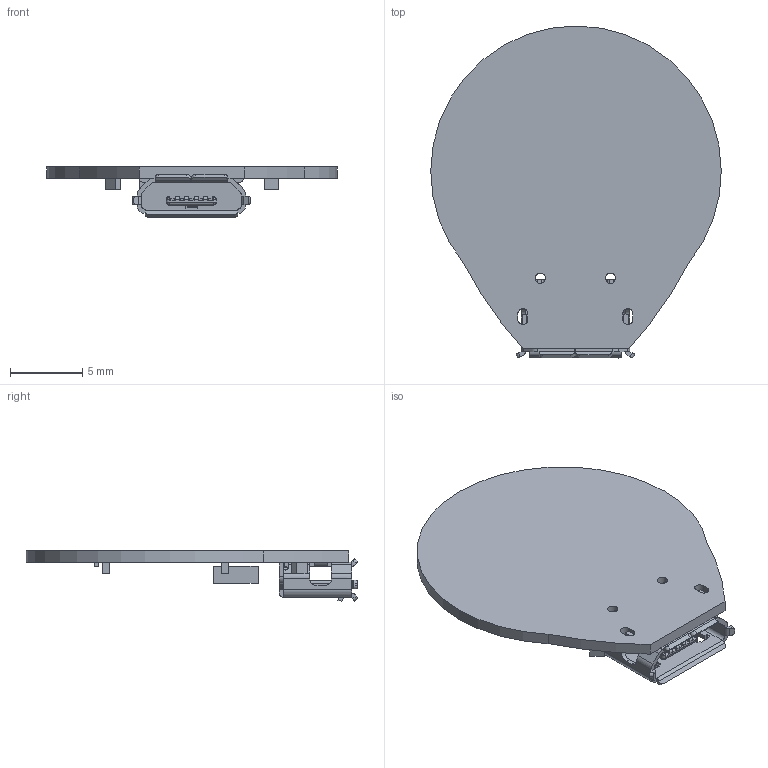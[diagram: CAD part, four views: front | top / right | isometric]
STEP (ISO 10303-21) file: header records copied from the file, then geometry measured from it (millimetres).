
FILE_DESCRIPTION(('Open CASCADE Model'),'2;1');
FILE_NAME('Open CASCADE Shape Model','2024-08-05T10:50:16',('Author'),( 'Open CASCADE'),'Open CASCADE STEP processor 6.8','Open CASCADE 6.8' ,'Unknown');
FILE_SCHEMA(('AUTOMOTIVE_DESIGN { 1 0 10303 214 1 1 1 1 }'));
Length unit declared in the file: millimetre
Products named in the file (16): PCB; Board; R1; 898836528; Extruded; R5; 898836256; R4; C6; User_Library-Chip_Cap_MLCC_0201_(0603); CAT1; 898835440; USB.J1; User_Library-MicroUSB-B_Molex_105017-0001
Assembly tree (16 placements, depth 4):
  PCB
    Board
    R1
      898836528
        Extruded
    R5
      898836256
        Extruded
    R4
      898836528
        Extruded
    C6
      User_Library-Chip_Cap_MLCC_0201_(0603)
    CAT1
      898835440
        Extruded
    USB.J1
      User_Library-MicroUSB-B_Molex_105017-0001
Bounding box: 20.06 x 22.92 x 3.47 mm (x, y, z)
Volume: 325.5 mm3; surface area: 1043.1 mm2
Topology: 7 solids, 7 shells, 520 faces, 1518 edges, 972 vertices
Faces by surface type: plane 345, cylinder 159, bspline 16
Full cylindrical faces by diameter (mm): 0.7 x2
Entity records: 52503 total; most frequent: CARTESIAN_POINT 23479, DIRECTION 4989, LINE 3156, VECTOR 3156, ORIENTED_EDGE 2980, PCURVE 2980, DEFINITIONAL_REPRESENTATION 2980, EDGE_CURVE 1490
